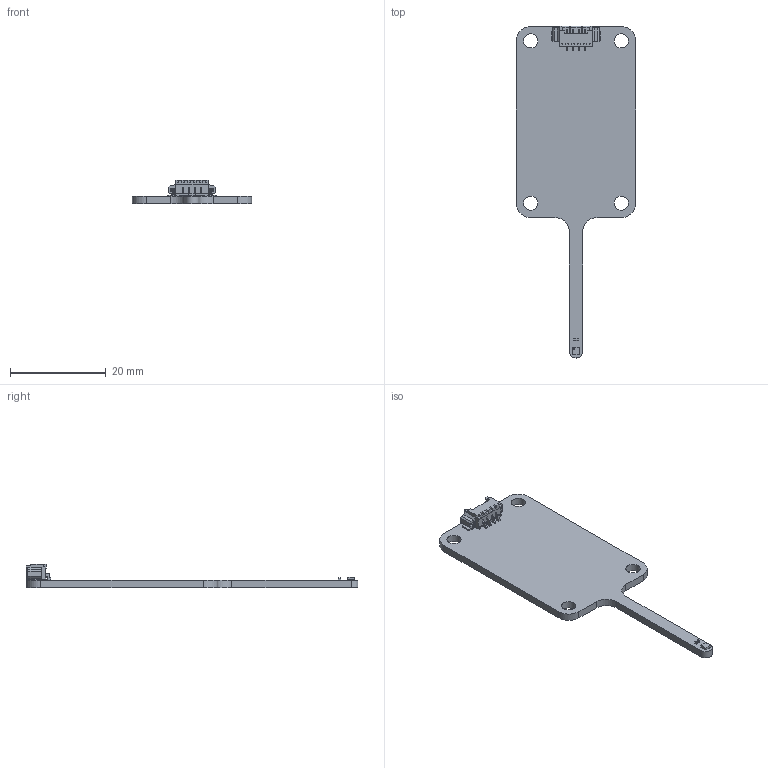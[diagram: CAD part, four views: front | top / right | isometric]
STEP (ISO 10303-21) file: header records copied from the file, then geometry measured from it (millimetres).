
FILE_DESCRIPTION(('Open CASCADE Model'),'2;1');
FILE_NAME('Open CASCADE Shape Model','2023-06-05T13:12:55',('Author'),( 'Open CASCADE'),'Open CASCADE STEP processor 7.5','Open CASCADE 7.5' ,'Unknown');
FILE_SCHEMA(('AUTOMOTIVE_DESIGN { 1 0 10303 214 1 1 1 1 }'));
Length unit declared in the file: millimetre
Products named in the file (17): PCB; Board; Open CASCADE STEP translator 7.5 10.1.1; U1; HDC2010; Designator1_19#6111838656_3#Body_2#Open_CASCADE_STEP_translator_6.8_
1.2.1;Open_CASCADE_STEP_translator_6.8_1.2.1; Designator1_19#6111838656_1#Open_CASCADE_STEP_translator_6.8_1.1;Open_
CASCADE_STEP_translator_6.8_1.1; Designator1_19#6111838656_4#ball;ball; Designator1_19#6111838656_5#ball;ball; Designator1_19#6111838656_6#ball;ball; Designator1_19#6111838656_7#ball;ball; Designator1_19#6111838656_8#ball;ball; Designator1_19#6111838656_9#ball;ball; J1; 532610471; C1; 0402CAPMLCC
Assembly tree (16 placements, depth 4):
  PCB
    Board
      Open CASCADE STEP translator 7.5 10.1.1
    U1
      HDC2010
        Designator1_19#6111838656_3#Body_2#Open_CASCADE_STEP_translator_6.8_
1.2.1;Open_CASCADE_STEP_translator_6.8_1.2.1
        Designator1_19#6111838656_1#Open_CASCADE_STEP_translator_6.8_1.1;Open_
CASCADE_STEP_translator_6.8_1.1
        Designator1_19#6111838656_4#ball;ball
        Designator1_19#6111838656_5#ball;ball
        Designator1_19#6111838656_6#ball;ball
        Designator1_19#6111838656_7#ball;ball
        Designator1_19#6111838656_8#ball;ball
        Designator1_19#6111838656_9#ball;ball
    J1
      532610471
    C1
      0402CAPMLCC
Bounding box: 25 x 69.5 x 5 mm (x, y, z)
Volume: 1739.7 mm3; surface area: 2739 mm2
Topology: 15 solids, 17 shells, 416 faces, 1094 edges, 674 vertices
Faces by surface type: plane 315, cylinder 57, bspline 28, sphere 16
Full cylindrical faces by diameter (mm): 3 x4
Entity records: 14410 total; most frequent: CARTESIAN_POINT 2579, ORIENTED_EDGE 2106, DIRECTION 1980, EDGE_CURVE 1054, LINE 902, VECTOR 902, VERTEX_POINT 674, AXIS2_PLACEMENT_3D 539
